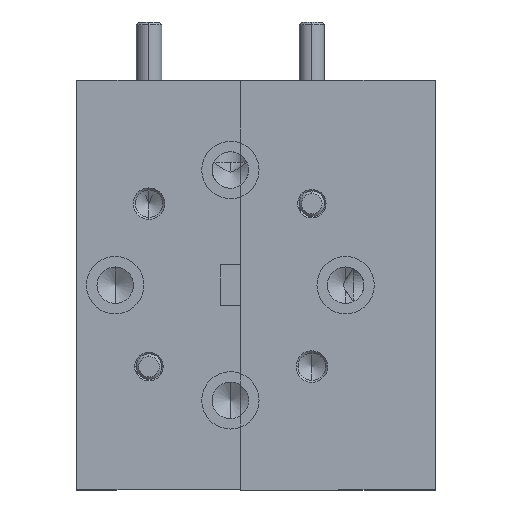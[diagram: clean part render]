
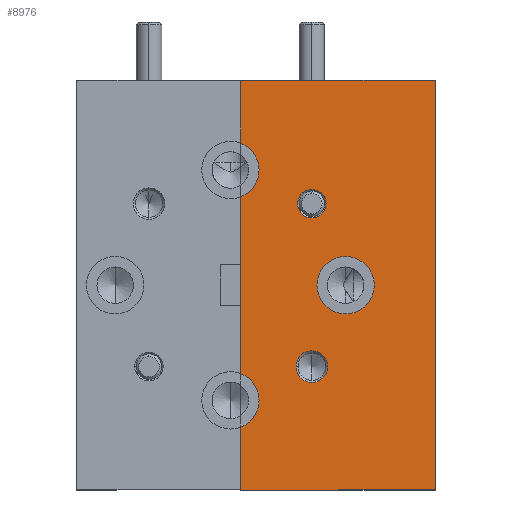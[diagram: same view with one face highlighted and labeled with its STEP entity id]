
A CAD part, left-side view. The second image highlights one B-rep face of the part: STEP entity #8976.
In plain terms, the highlighted planar face has unit normal (-1, 0, 0).
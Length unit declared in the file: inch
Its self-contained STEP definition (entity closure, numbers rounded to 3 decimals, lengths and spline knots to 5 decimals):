
#46 = EDGE_CURVE ( 'NONE', #6885, #2684, #1642, .T. ) ;
#139 = CARTESIAN_POINT ( 'NONE',  ( -0.5, 0.475, -0.5 ) ) ;
#177 = CARTESIAN_POINT ( 'NONE',  ( -0.5, 0.475, 0.5 ) ) ;
#248 = DIRECTION ( 'NONE',  ( -1., 0., 0. ) ) ;
#280 = ORIENTED_EDGE ( 'NONE', *, *, #46, .F. ) ;
#484 = DIRECTION ( 'NONE',  ( 0., 0., 1. ) ) ;
#692 = DIRECTION ( 'NONE',  ( -1., 0., 0. ) ) ;
#756 = EDGE_CURVE ( 'NONE', #2088, #8809, #3083, .T. ) ;
#815 = VECTOR ( 'NONE', #6340, 39.37008 ) ;
#825 = ORIENTED_EDGE ( 'NONE', *, *, #6020, .F. ) ;
#1009 = AXIS2_PLACEMENT_3D ( 'NONE', #7815, #2359, #8672 ) ;
#1066 = AXIS2_PLACEMENT_3D ( 'NONE', #2809, #8210, #4358 ) ;
#1078 = CARTESIAN_POINT ( 'NONE',  ( -0.5, 0.26263, -0.19887 ) ) ;
#1234 = AXIS2_PLACEMENT_3D ( 'NONE', #6780, #9004, #484 ) ;
#1324 = CARTESIAN_POINT ( 'NONE',  ( -0.5, 0.475, -0.34663 ) ) ;
#1387 = DIRECTION ( 'NONE',  ( 0., 0., 1. ) ) ;
#1470 = DIRECTION ( 'NONE',  ( 0., 0., 1. ) ) ;
#1516 = ORIENTED_EDGE ( 'NONE', *, *, #3729, .T. ) ;
#1578 = VERTEX_POINT ( 'NONE', #2427 ) ;
#1603 = DIRECTION ( 'NONE',  ( -1., 0., 0. ) ) ;
#1628 = DIRECTION ( 'NONE',  ( 0., 0., 1. ) ) ;
#1642 = CIRCLE ( 'NONE', #1234, 0.07 ) ;
#1709 = DIRECTION ( 'NONE',  ( 0., 0., 1. ) ) ;
#1845 = DIRECTION ( 'NONE',  ( 0., 0., -1. ) ) ;
#1860 = CIRCLE ( 'NONE', #1066, 0.03475 ) ;
#1921 = ORIENTED_EDGE ( 'NONE', *, *, #6592, .F. ) ;
#2003 = FACE_OUTER_BOUND ( 'NONE', #8856, .T. ) ;
#2065 = CARTESIAN_POINT ( 'NONE',  ( -0.5, 0.21875, 0. ) ) ;
#2088 = VERTEX_POINT ( 'NONE', #2812 ) ;
#2100 = ORIENTED_EDGE ( 'NONE', *, *, #9688, .F. ) ;
#2101 = LINE ( 'NONE', #9141, #3546 ) ;
#2119 = FACE_BOUND ( 'NONE', #8922, .T. ) ;
#2164 = CARTESIAN_POINT ( 'NONE',  ( -0.5, 0.475, 0.5 ) ) ;
#2169 = VERTEX_POINT ( 'NONE', #6470 ) ;
#2314 = EDGE_CURVE ( 'NONE', #4156, #2088, #5388, .T. ) ;
#2359 = DIRECTION ( 'NONE',  ( -1., 0., 0. ) ) ;
#2406 = CARTESIAN_POINT ( 'NONE',  ( -0.5, 0.475, 0.5 ) ) ;
#2427 = CARTESIAN_POINT ( 'NONE',  ( -0.5, 0.30113, 0.23362 ) ) ;
#2529 = ORIENTED_EDGE ( 'NONE', *, *, #7389, .F. ) ;
#2679 = VERTEX_POINT ( 'NONE', #4521 ) ;
#2684 = VERTEX_POINT ( 'NONE', #6870 ) ;
#2809 = CARTESIAN_POINT ( 'NONE',  ( -0.5, 0.30113, 0.19887 ) ) ;
#2812 = CARTESIAN_POINT ( 'NONE',  ( -0.5, 0.475, 0.5 ) ) ;
#2891 = LINE ( 'NONE', #139, #815 ) ;
#3021 = VECTOR ( 'NONE', #1709, 39.37008 ) ;
#3077 = CIRCLE ( 'NONE', #4092, 0.03475 ) ;
#3083 = LINE ( 'NONE', #2164, #5610 ) ;
#3088 = CARTESIAN_POINT ( 'NONE',  ( -0.5, 0.5, -0.28125 ) ) ;
#3100 = EDGE_LOOP ( 'NONE', ( #3967, #7262 ) ) ;
#3197 = EDGE_CURVE ( 'NONE', #1578, #8910, #3077, .T. ) ;
#3334 = PLANE ( 'NONE',  #3436 ) ;
#3420 = EDGE_CURVE ( 'NONE', #9640, #8575, #5123, .T. ) ;
#3436 = AXIS2_PLACEMENT_3D ( 'NONE', #4099, #4923, #1845 ) ;
#3441 = EDGE_LOOP ( 'NONE', ( #3853, #2100 ) ) ;
#3546 = VECTOR ( 'NONE', #8321, 39.37008 ) ;
#3670 = CARTESIAN_POINT ( 'NONE',  ( -0.5, 0.30113, 0.19887 ) ) ;
#3729 = EDGE_CURVE ( 'NONE', #8539, #8809, #2101, .T. ) ;
#3853 = ORIENTED_EDGE ( 'NONE', *, *, #3197, .F. ) ;
#3967 = ORIENTED_EDGE ( 'NONE', *, *, #3420, .F. ) ;
#3987 = CIRCLE ( 'NONE', #8033, 0.0385 ) ;
#4092 = AXIS2_PLACEMENT_3D ( 'NONE', #3670, #4312, #4445 ) ;
#4099 = CARTESIAN_POINT ( 'NONE',  ( -0.5, 0.475, 0.5 ) ) ;
#4156 = VERTEX_POINT ( 'NONE', #5226 ) ;
#4294 = VECTOR ( 'NONE', #1470, 39.37008 ) ;
#4312 = DIRECTION ( 'NONE',  ( -1., 0., 0. ) ) ;
#4314 = CARTESIAN_POINT ( 'NONE',  ( -0.5, 0.21875, -0.07 ) ) ;
#4358 = DIRECTION ( 'NONE',  ( 0., 0., 1. ) ) ;
#4421 = VECTOR ( 'NONE', #1628, 39.37008 ) ;
#4445 = DIRECTION ( 'NONE',  ( 0., 0., 1. ) ) ;
#4521 = CARTESIAN_POINT ( 'NONE',  ( -0.5, 0.475, -0.21587 ) ) ;
#4898 = CARTESIAN_POINT ( 'NONE',  ( -0.5, 0.30113, -0.19887 ) ) ;
#4923 = DIRECTION ( 'NONE',  ( 1., 0., 0. ) ) ;
#5123 = CIRCLE ( 'NONE', #6781, 0.0385 ) ;
#5142 = FACE_BOUND ( 'NONE', #3100, .T. ) ;
#5226 = CARTESIAN_POINT ( 'NONE',  ( -0.5, 0.475, 0.34663 ) ) ;
#5388 = LINE ( 'NONE', #2406, #4421 ) ;
#5394 = ORIENTED_EDGE ( 'NONE', *, *, #8278, .F. ) ;
#5428 = CARTESIAN_POINT ( 'NONE',  ( -0.5, 0.30113, 0.16412 ) ) ;
#5448 = CARTESIAN_POINT ( 'NONE',  ( -0.5, 0.30113, -0.19887 ) ) ;
#5610 = VECTOR ( 'NONE', #7714, 39.37008 ) ;
#5746 = ORIENTED_EDGE ( 'NONE', *, *, #8206, .F. ) ;
#5785 = EDGE_CURVE ( 'NONE', #8575, #9640, #3987, .T. ) ;
#5832 = CARTESIAN_POINT ( 'NONE',  ( -0.5, 0., -0.5 ) ) ;
#5898 = CIRCLE ( 'NONE', #1009, 0.07 ) ;
#6020 = EDGE_CURVE ( 'NONE', #2684, #6885, #9577, .T. ) ;
#6044 = LINE ( 'NONE', #177, #3021 ) ;
#6097 = DIRECTION ( 'NONE',  ( 0., 0., 1. ) ) ;
#6340 = DIRECTION ( 'NONE',  ( 0., 1., 0. ) ) ;
#6396 = AXIS2_PLACEMENT_3D ( 'NONE', #2065, #6693, #1387 ) ;
#6470 = CARTESIAN_POINT ( 'NONE',  ( -0.5, 0.475, 0.21587 ) ) ;
#6482 = CIRCLE ( 'NONE', #9703, 0.07 ) ;
#6592 = EDGE_CURVE ( 'NONE', #2169, #4156, #5898, .T. ) ;
#6610 = EDGE_CURVE ( 'NONE', #8539, #8896, #2891, .T. ) ;
#6693 = DIRECTION ( 'NONE',  ( -1., 0., 0. ) ) ;
#6780 = CARTESIAN_POINT ( 'NONE',  ( -0.5, 0.21875, 0. ) ) ;
#6781 = AXIS2_PLACEMENT_3D ( 'NONE', #5448, #1603, #8759 ) ;
#6870 = CARTESIAN_POINT ( 'NONE',  ( -0.5, 0.21875, 0.07 ) ) ;
#6885 = VERTEX_POINT ( 'NONE', #4314 ) ;
#7085 = VERTEX_POINT ( 'NONE', #1324 ) ;
#7228 = DIRECTION ( 'NONE',  ( 0., -1., 0. ) ) ;
#7262 = ORIENTED_EDGE ( 'NONE', *, *, #5785, .F. ) ;
#7389 = EDGE_CURVE ( 'NONE', #8896, #7085, #6044, .T. ) ;
#7588 = ORIENTED_EDGE ( 'NONE', *, *, #6610, .F. ) ;
#7714 = DIRECTION ( 'NONE',  ( 0., -1., 0. ) ) ;
#7815 = CARTESIAN_POINT ( 'NONE',  ( -0.5, 0.5, 0.28125 ) ) ;
#7824 = ORIENTED_EDGE ( 'NONE', *, *, #756, .F. ) ;
#8033 = AXIS2_PLACEMENT_3D ( 'NONE', #4898, #248, #7228 ) ;
#8206 = EDGE_CURVE ( 'NONE', #2679, #2169, #8443, .T. ) ;
#8210 = DIRECTION ( 'NONE',  ( -1., 0., 0. ) ) ;
#8278 = EDGE_CURVE ( 'NONE', #7085, #2679, #6482, .T. ) ;
#8321 = DIRECTION ( 'NONE',  ( 0., 0., 1. ) ) ;
#8443 = LINE ( 'NONE', #9952, #4294 ) ;
#8539 = VERTEX_POINT ( 'NONE', #5832 ) ;
#8575 = VERTEX_POINT ( 'NONE', #9159 ) ;
#8672 = DIRECTION ( 'NONE',  ( 0., 0., 1. ) ) ;
#8759 = DIRECTION ( 'NONE',  ( 0., -1., 0. ) ) ;
#8809 = VERTEX_POINT ( 'NONE', #9349 ) ;
#8856 = EDGE_LOOP ( 'NONE', ( #5394, #2529, #7588, #1516, #7824, #9305, #1921, #5746 ) ) ;
#8896 = VERTEX_POINT ( 'NONE', #9417 ) ;
#8910 = VERTEX_POINT ( 'NONE', #5428 ) ;
#8922 = EDGE_LOOP ( 'NONE', ( #825, #280 ) ) ;
#8976 = ADVANCED_FACE ( 'NONE', ( #2003, #9290, #5142, #2119 ), #3334, .F. ) ;
#9004 = DIRECTION ( 'NONE',  ( -1., 0., 0. ) ) ;
#9141 = CARTESIAN_POINT ( 'NONE',  ( -0.5, 0., 0. ) ) ;
#9159 = CARTESIAN_POINT ( 'NONE',  ( -0.5, 0.33963, -0.19887 ) ) ;
#9290 = FACE_BOUND ( 'NONE', #3441, .T. ) ;
#9305 = ORIENTED_EDGE ( 'NONE', *, *, #2314, .F. ) ;
#9349 = CARTESIAN_POINT ( 'NONE',  ( -0.5, 0., 0.5 ) ) ;
#9417 = CARTESIAN_POINT ( 'NONE',  ( -0.5, 0.475, -0.5 ) ) ;
#9577 = CIRCLE ( 'NONE', #6396, 0.07 ) ;
#9640 = VERTEX_POINT ( 'NONE', #1078 ) ;
#9688 = EDGE_CURVE ( 'NONE', #8910, #1578, #1860, .T. ) ;
#9703 = AXIS2_PLACEMENT_3D ( 'NONE', #3088, #692, #6097 ) ;
#9952 = CARTESIAN_POINT ( 'NONE',  ( -0.5, 0.475, 0.5 ) ) ;
